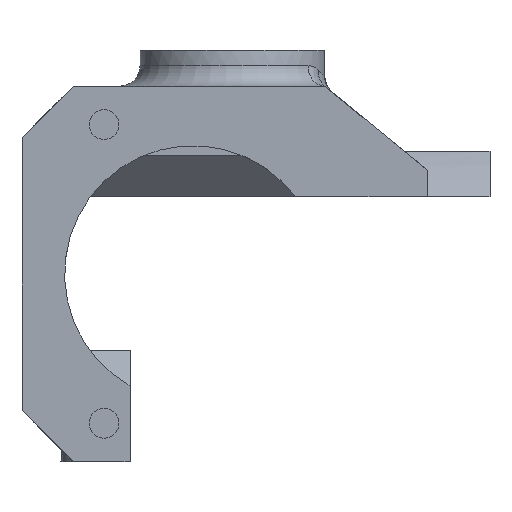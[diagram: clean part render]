
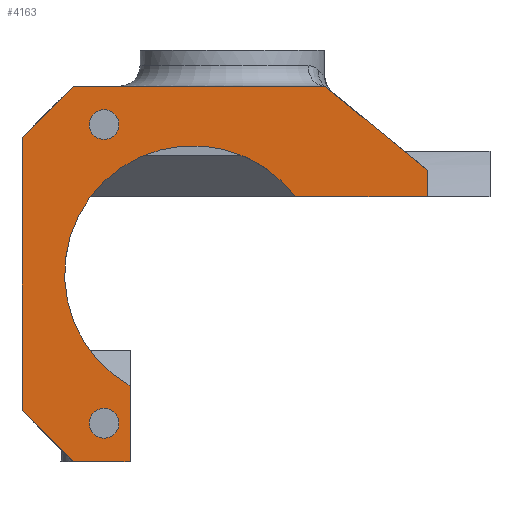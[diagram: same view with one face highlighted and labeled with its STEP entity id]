
A CAD part, left-side view. The second image highlights one B-rep face of the part: STEP entity #4163.
In plain terms, the highlighted planar face has unit normal (-1, 0, 0).
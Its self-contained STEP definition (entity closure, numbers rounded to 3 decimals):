
#144=FACE_BOUND('',#685,.T.);
#145=FACE_BOUND('',#686,.T.);
#213=CIRCLE('',#4432,1.45);
#215=CIRCLE('',#4435,1.45);
#264=CIRCLE('',#4517,12.5);
#428=FACE_OUTER_BOUND('',#684,.T.);
#684=EDGE_LOOP('',(#3186,#3187,#3188,#3189,#3190,#3191,#3192,#3193,#3194,
#3195));
#685=EDGE_LOOP('',(#3196));
#686=EDGE_LOOP('',(#3197));
#872=LINE('',#6092,#1275);
#926=LINE('',#6449,#1329);
#934=LINE('',#6473,#1337);
#945=LINE('',#6500,#1348);
#1048=LINE('',#6883,#1451);
#1049=LINE('',#6885,#1452);
#1050=LINE('',#6887,#1453);
#1051=LINE('',#6889,#1454);
#1052=LINE('',#6890,#1455);
#1275=VECTOR('',#4814,1000.);
#1329=VECTOR('',#4976,1000.);
#1337=VECTOR('',#4994,1000.);
#1348=VECTOR('',#5023,1000.);
#1451=VECTOR('',#5386,1000.);
#1452=VECTOR('',#5387,1000.);
#1453=VECTOR('',#5388,1000.);
#1454=VECTOR('',#5389,1000.);
#1455=VECTOR('',#5390,1000.);
#1676=VERTEX_POINT('',#6089);
#1677=VERTEX_POINT('',#6091);
#1761=VERTEX_POINT('',#6448);
#1770=VERTEX_POINT('',#6469);
#1772=VERTEX_POINT('',#6472);
#1811=VERTEX_POINT('',#6640);
#1813=VERTEX_POINT('',#6646);
#1877=VERTEX_POINT('',#6835);
#1895=VERTEX_POINT('',#6882);
#1896=VERTEX_POINT('',#6884);
#1897=VERTEX_POINT('',#6886);
#1898=VERTEX_POINT('',#6888);
#2073=EDGE_CURVE('',#1676,#1677,#872,.T.);
#2176=EDGE_CURVE('',#1677,#1761,#926,.T.);
#2188=EDGE_CURVE('',#1770,#1772,#934,.T.);
#2203=EDGE_CURVE('',#1761,#1770,#945,.T.);
#2259=EDGE_CURVE('',#1811,#1811,#213,.T.);
#2262=EDGE_CURVE('',#1813,#1813,#215,.T.);
#2353=EDGE_CURVE('',#1772,#1877,#264,.T.);
#2375=EDGE_CURVE('',#1895,#1877,#1048,.T.);
#2376=EDGE_CURVE('',#1896,#1676,#1049,.T.);
#2377=EDGE_CURVE('',#1896,#1897,#1050,.T.);
#2378=EDGE_CURVE('',#1898,#1897,#1051,.T.);
#2379=EDGE_CURVE('',#1898,#1895,#1052,.T.);
#3186=ORIENTED_EDGE('',*,*,#2375,.T.);
#3187=ORIENTED_EDGE('',*,*,#2353,.F.);
#3188=ORIENTED_EDGE('',*,*,#2188,.F.);
#3189=ORIENTED_EDGE('',*,*,#2203,.F.);
#3190=ORIENTED_EDGE('',*,*,#2176,.F.);
#3191=ORIENTED_EDGE('',*,*,#2073,.F.);
#3192=ORIENTED_EDGE('',*,*,#2376,.F.);
#3193=ORIENTED_EDGE('',*,*,#2377,.T.);
#3194=ORIENTED_EDGE('',*,*,#2378,.F.);
#3195=ORIENTED_EDGE('',*,*,#2379,.T.);
#3196=ORIENTED_EDGE('',*,*,#2262,.F.);
#3197=ORIENTED_EDGE('',*,*,#2259,.F.);
#3808=PLANE('',#4529);
#4163=ADVANCED_FACE('',(#428,#144,#145),#3808,.F.);
#4432=AXIS2_PLACEMENT_3D('',#6642,#5131,#5132);
#4435=AXIS2_PLACEMENT_3D('',#6648,#5138,#5139);
#4517=AXIS2_PLACEMENT_3D('',#6836,#5344,#5345);
#4529=AXIS2_PLACEMENT_3D('',#6881,#5384,#5385);
#4814=DIRECTION('',(0.,-1.,0.));
#4976=DIRECTION('',(0.,-0.773,-0.634));
#4994=DIRECTION('',(0.,1.,0.));
#5023=DIRECTION('',(0.,0.,-1.));
#5131=DIRECTION('center_axis',(-1.,0.,0.));
#5132=DIRECTION('ref_axis',(0.,0.,1.));
#5138=DIRECTION('center_axis',(-1.,0.,0.));
#5139=DIRECTION('ref_axis',(0.,0.,1.));
#5344=DIRECTION('center_axis',(-1.,0.,0.));
#5345=DIRECTION('ref_axis',(0.,0.,1.));
#5384=DIRECTION('center_axis',(1.,0.,0.));
#5385=DIRECTION('ref_axis',(0.,0.,-1.));
#5386=DIRECTION('',(0.,0.,1.));
#5387=DIRECTION('',(0.,-0.707,0.707));
#5388=DIRECTION('',(0.,0.,-1.));
#5389=DIRECTION('',(0.,0.707,0.707));
#5390=DIRECTION('',(0.,-1.,0.));
#6089=CARTESIAN_POINT('',(-39.903,84.125,135.266));
#6091=CARTESIAN_POINT('',(-39.903,59.625,135.266));
#6092=CARTESIAN_POINT('',(-39.903,78.625,135.266));
#6448=CARTESIAN_POINT('',(-39.903,49.625,127.066));
#6449=CARTESIAN_POINT('',(-39.903,59.625,135.266));
#6469=CARTESIAN_POINT('',(-39.903,49.625,124.466));
#6472=CARTESIAN_POINT('',(-39.903,62.475,124.466));
#6473=CARTESIAN_POINT('',(-39.903,49.625,124.466));
#6500=CARTESIAN_POINT('',(-39.903,49.625,149.409));
#6640=CARTESIAN_POINT('',(-39.903,81.125,100.966));
#6642=CARTESIAN_POINT('Origin',(-39.903,81.125,102.416));
#6646=CARTESIAN_POINT('',(-39.903,81.125,130.066));
#6648=CARTESIAN_POINT('Origin',(-39.903,81.125,131.516));
#6835=CARTESIAN_POINT('',(-39.903,78.595,106.067));
#6836=CARTESIAN_POINT('Origin',(-39.903,72.475,116.966));
#6881=CARTESIAN_POINT('Origin',(-39.903,78.625,135.266));
#6882=CARTESIAN_POINT('',(-39.903,78.595,98.666));
#6883=CARTESIAN_POINT('',(-39.903,78.595,0.));
#6884=CARTESIAN_POINT('',(-39.903,89.125,130.266));
#6885=CARTESIAN_POINT('',(-39.903,89.125,130.266));
#6886=CARTESIAN_POINT('',(-39.903,89.125,103.666));
#6887=CARTESIAN_POINT('',(-39.903,89.125,135.266));
#6888=CARTESIAN_POINT('',(-39.903,84.125,98.666));
#6889=CARTESIAN_POINT('',(-39.903,84.125,98.666));
#6890=CARTESIAN_POINT('',(-39.903,78.625,98.666));
